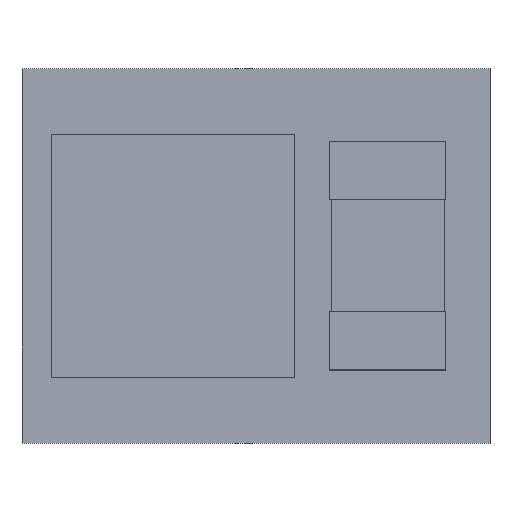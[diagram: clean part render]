
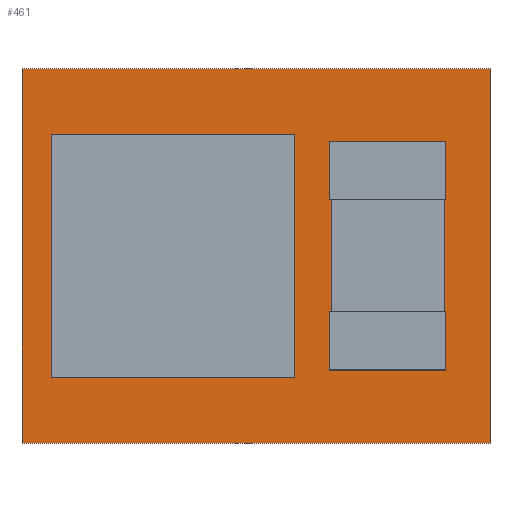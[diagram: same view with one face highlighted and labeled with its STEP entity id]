
A CAD part, top view. The second image highlights one B-rep face of the part: STEP entity #461.
In plain terms, the highlighted planar face has unit normal (0, 0, 1).
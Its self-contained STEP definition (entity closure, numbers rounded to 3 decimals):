
#14=FACE_BOUND('',#53,.T.);
#15=FACE_BOUND('',#54,.T.);
#28=FACE_OUTER_BOUND('',#52,.T.);
#52=EDGE_LOOP('',(#342,#343,#344,#345));
#53=EDGE_LOOP('',(#346,#347,#348,#349));
#54=EDGE_LOOP('',(#350,#351,#352,#353,#354,#355,#356,#357,#358,#359,#360,
#361));
#79=LINE('',#641,#139);
#82=LINE('',#646,#142);
#84=LINE('',#650,#144);
#86=LINE('',#654,#146);
#88=LINE('',#657,#148);
#89=LINE('',#661,#149);
#94=LINE('',#669,#154);
#96=LINE('',#672,#156);
#97=LINE('',#675,#157);
#99=LINE('',#678,#159);
#100=LINE('',#680,#160);
#101=LINE('',#684,#161);
#102=LINE('',#686,#162);
#103=LINE('',#688,#163);
#104=LINE('',#689,#164);
#105=LINE('',#692,#165);
#106=LINE('',#694,#166);
#107=LINE('',#696,#167);
#108=LINE('',#697,#168);
#109=LINE('',#698,#169);
#139=VECTOR('',#522,0.01);
#142=VECTOR('',#525,0.01);
#144=VECTOR('',#529,0.31);
#146=VECTOR('',#533,0.62);
#148=VECTOR('',#537,0.31);
#149=VECTOR('',#540,0.31);
#154=VECTOR('',#547,0.01);
#156=VECTOR('',#549,0.01);
#157=VECTOR('',#552,0.31);
#159=VECTOR('',#556,0.62);
#160=VECTOR('',#559,0.6);
#161=VECTOR('',#562,2.5);
#162=VECTOR('',#563,2.);
#163=VECTOR('',#564,2.5);
#164=VECTOR('',#565,2.);
#165=VECTOR('',#566,1.3);
#166=VECTOR('',#567,1.3);
#167=VECTOR('',#568,1.3);
#168=VECTOR('',#569,1.3);
#169=VECTOR('',#570,0.6);
#198=VERTEX_POINT('',#638);
#199=VERTEX_POINT('',#640);
#200=VERTEX_POINT('',#643);
#201=VERTEX_POINT('',#645);
#202=VERTEX_POINT('',#649);
#203=VERTEX_POINT('',#653);
#204=VERTEX_POINT('',#659);
#205=VERTEX_POINT('',#660);
#206=VERTEX_POINT('',#665);
#207=VERTEX_POINT('',#667);
#208=VERTEX_POINT('',#670);
#209=VERTEX_POINT('',#674);
#210=VERTEX_POINT('',#682);
#211=VERTEX_POINT('',#683);
#212=VERTEX_POINT('',#685);
#213=VERTEX_POINT('',#687);
#214=VERTEX_POINT('',#690);
#215=VERTEX_POINT('',#691);
#216=VERTEX_POINT('',#693);
#217=VERTEX_POINT('',#695);
#239=EDGE_CURVE('',#199,#198,#79,.T.);
#242=EDGE_CURVE('',#201,#200,#82,.T.);
#244=EDGE_CURVE('',#202,#199,#84,.T.);
#246=EDGE_CURVE('',#203,#202,#86,.T.);
#248=EDGE_CURVE('',#200,#203,#88,.T.);
#249=EDGE_CURVE('',#204,#205,#89,.T.);
#254=EDGE_CURVE('',#205,#207,#94,.T.);
#256=EDGE_CURVE('',#206,#208,#96,.T.);
#257=EDGE_CURVE('',#208,#209,#97,.T.);
#259=EDGE_CURVE('',#209,#204,#99,.T.);
#260=EDGE_CURVE('',#198,#206,#100,.T.);
#261=EDGE_CURVE('',#210,#211,#101,.T.);
#262=EDGE_CURVE('',#211,#212,#102,.T.);
#263=EDGE_CURVE('',#212,#213,#103,.T.);
#264=EDGE_CURVE('',#213,#210,#104,.T.);
#265=EDGE_CURVE('',#214,#215,#105,.T.);
#266=EDGE_CURVE('',#215,#216,#106,.T.);
#267=EDGE_CURVE('',#216,#217,#107,.T.);
#268=EDGE_CURVE('',#217,#214,#108,.T.);
#269=EDGE_CURVE('',#207,#201,#109,.T.);
#342=ORIENTED_EDGE('',*,*,#261,.T.);
#343=ORIENTED_EDGE('',*,*,#262,.T.);
#344=ORIENTED_EDGE('',*,*,#263,.T.);
#345=ORIENTED_EDGE('',*,*,#264,.T.);
#346=ORIENTED_EDGE('',*,*,#265,.T.);
#347=ORIENTED_EDGE('',*,*,#266,.T.);
#348=ORIENTED_EDGE('',*,*,#267,.T.);
#349=ORIENTED_EDGE('',*,*,#268,.T.);
#350=ORIENTED_EDGE('',*,*,#242,.T.);
#351=ORIENTED_EDGE('',*,*,#248,.T.);
#352=ORIENTED_EDGE('',*,*,#246,.T.);
#353=ORIENTED_EDGE('',*,*,#244,.T.);
#354=ORIENTED_EDGE('',*,*,#239,.T.);
#355=ORIENTED_EDGE('',*,*,#260,.T.);
#356=ORIENTED_EDGE('',*,*,#256,.T.);
#357=ORIENTED_EDGE('',*,*,#257,.T.);
#358=ORIENTED_EDGE('',*,*,#259,.T.);
#359=ORIENTED_EDGE('',*,*,#249,.T.);
#360=ORIENTED_EDGE('',*,*,#254,.T.);
#361=ORIENTED_EDGE('',*,*,#269,.T.);
#418=PLANE('',#487);
#461=ADVANCED_FACE('',(#28,#14,#15),#418,.T.);
#487=AXIS2_PLACEMENT_3D('',#681,#560,#561);
#522=DIRECTION('',(1.,0.,0.));
#525=DIRECTION('',(1.,0.,0.));
#529=DIRECTION('',(0.,1.,0.));
#533=DIRECTION('',(-1.,0.,0.));
#537=DIRECTION('',(0.,-1.,0.));
#540=DIRECTION('',(0.,-1.,0.));
#547=DIRECTION('',(-1.,0.,0.));
#549=DIRECTION('',(-1.,0.,0.));
#552=DIRECTION('',(0.,1.,0.));
#556=DIRECTION('',(1.,0.,0.));
#559=DIRECTION('',(0.,1.,0.));
#560=DIRECTION('center_axis',(0.,0.,1.));
#561=DIRECTION('ref_axis',(1.,0.,0.));
#562=DIRECTION('',(1.,0.,0.));
#563=DIRECTION('',(0.,1.,0.));
#564=DIRECTION('',(-1.,0.,0.));
#565=DIRECTION('',(0.,-1.,0.));
#566=DIRECTION('',(0.,-1.,0.));
#567=DIRECTION('',(-1.,0.,0.));
#568=DIRECTION('',(0.,1.,0.));
#569=DIRECTION('',(1.,0.,0.));
#570=DIRECTION('',(0.,-1.,0.));
#638=CARTESIAN_POINT('',(0.405,-0.3,0.6));
#640=CARTESIAN_POINT('',(0.395,-0.3,0.6));
#641=CARTESIAN_POINT('',(0.197,-0.3,0.6));
#643=CARTESIAN_POINT('',(1.015,-0.3,0.6));
#645=CARTESIAN_POINT('',(1.005,-0.3,0.6));
#646=CARTESIAN_POINT('',(0.197,-0.3,0.6));
#649=CARTESIAN_POINT('',(0.395,-0.61,0.6));
#650=CARTESIAN_POINT('',(0.395,-0.305,0.6));
#653=CARTESIAN_POINT('',(1.015,-0.61,0.6));
#654=CARTESIAN_POINT('',(0.507,-0.61,0.6));
#657=CARTESIAN_POINT('',(1.015,-0.15,0.6));
#659=CARTESIAN_POINT('',(1.015,0.61,0.6));
#660=CARTESIAN_POINT('',(1.015,0.3,0.6));
#661=CARTESIAN_POINT('',(1.015,0.305,0.6));
#665=CARTESIAN_POINT('',(0.405,0.3,0.6));
#667=CARTESIAN_POINT('',(1.005,0.3,0.6));
#669=CARTESIAN_POINT('',(0.507,0.3,0.6));
#670=CARTESIAN_POINT('',(0.395,0.3,0.6));
#672=CARTESIAN_POINT('',(0.507,0.3,0.6));
#674=CARTESIAN_POINT('',(0.395,0.61,0.6));
#675=CARTESIAN_POINT('',(0.395,0.15,0.6));
#678=CARTESIAN_POINT('',(0.197,0.61,0.6));
#680=CARTESIAN_POINT('',(0.405,0.3,0.6));
#681=CARTESIAN_POINT('Origin',(0.,0.,0.6));
#682=CARTESIAN_POINT('',(-1.25,-1.,0.6));
#683=CARTESIAN_POINT('',(1.25,-1.,0.6));
#684=CARTESIAN_POINT('',(-1.25,-1.,0.6));
#685=CARTESIAN_POINT('',(1.25,1.,0.6));
#686=CARTESIAN_POINT('',(1.25,-1.,0.6));
#687=CARTESIAN_POINT('',(-1.25,1.,0.6));
#688=CARTESIAN_POINT('',(1.25,1.,0.6));
#689=CARTESIAN_POINT('',(-1.25,1.,0.6));
#690=CARTESIAN_POINT('',(0.208,0.65,0.6));
#691=CARTESIAN_POINT('',(0.208,-0.65,0.6));
#692=CARTESIAN_POINT('',(0.208,-0.325,0.6));
#693=CARTESIAN_POINT('',(-1.092,-0.65,0.6));
#694=CARTESIAN_POINT('',(-0.546,-0.65,0.6));
#695=CARTESIAN_POINT('',(-1.092,0.65,0.6));
#696=CARTESIAN_POINT('',(-1.092,0.325,0.6));
#697=CARTESIAN_POINT('',(0.104,0.65,0.6));
#698=CARTESIAN_POINT('',(1.005,-0.3,0.6));
